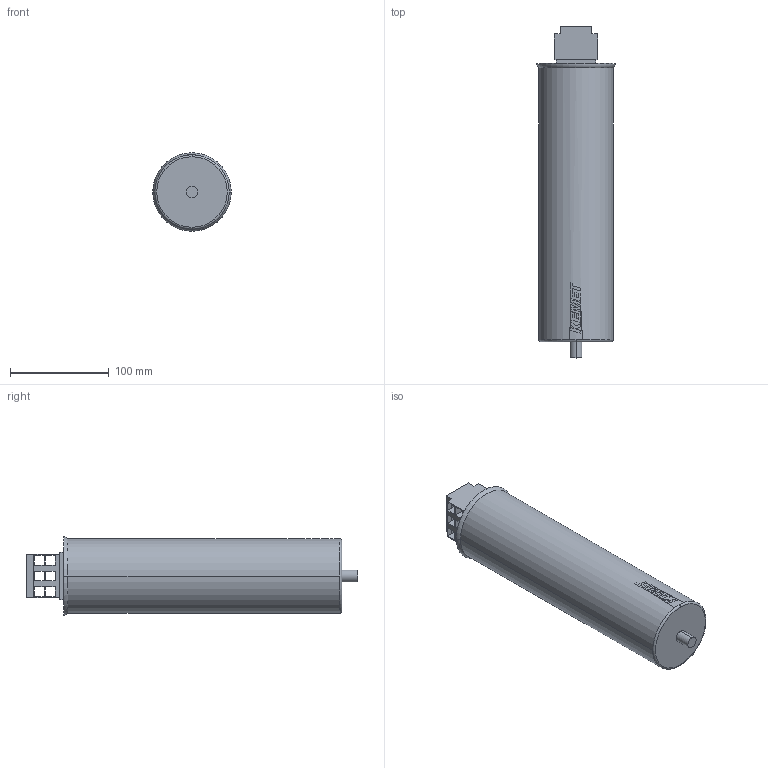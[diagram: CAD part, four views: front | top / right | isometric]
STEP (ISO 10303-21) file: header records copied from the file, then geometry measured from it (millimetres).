
FILE_DESCRIPTION (( 'STEP AP214' ), '1' );
FILE_NAME ('CFP_C9T_75X280_D75.5L282.STEP', '2018-01-23T17:43:29', ( '' ), ( '' ), 'SwSTEP 2.0', 'SolidWorks 2014', '' );
FILE_SCHEMA (( 'AUTOMOTIVE_DESIGN' ));
Length unit declared in the file: millimetre
Products named in the file (1): CFP_C9T_75X280_D75.5L282
Bounding box: 79.5 x 336.5 x 79.5 mm (x, y, z)
Volume: 1299918.5 mm3; surface area: 98088.7 mm2
Topology: 1 solids, 1 shells, 132 faces, 353 edges, 232 vertices
Faces by surface type: plane 78, bspline 31, cylinder 19, torus 4
Entity records: 5748 total; most frequent: CARTESIAN_POINT 1212, ORIENTED_EDGE 706, DIRECTION 486, EDGE_CURVE 353, VERTEX_POINT 232, VECTOR 198, LINE 198, EDGE_LOOP 155
